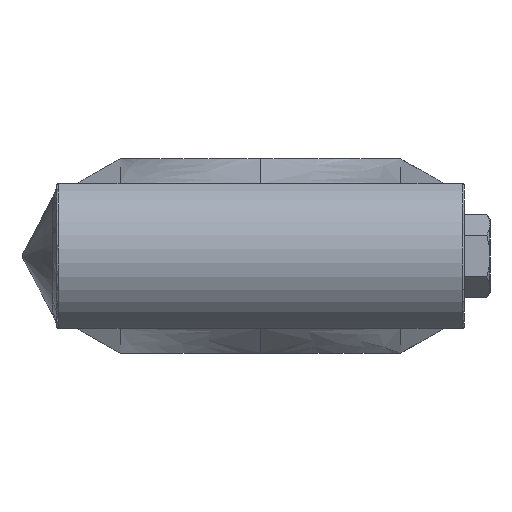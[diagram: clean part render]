
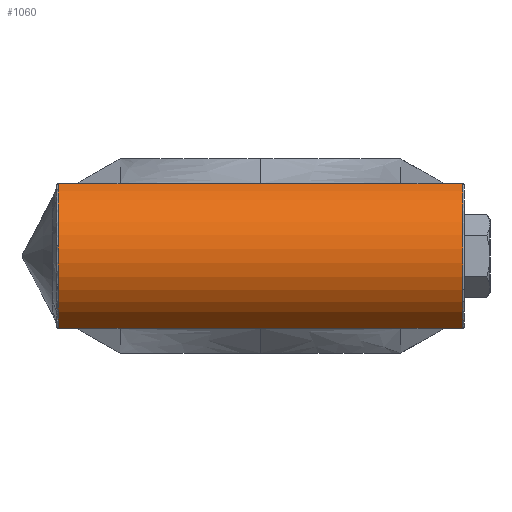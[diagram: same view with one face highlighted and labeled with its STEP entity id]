
A CAD part, left-side view. The second image highlights one B-rep face of the part: STEP entity #1060.
In plain terms, the highlighted cylindrical face has radius 12.332 mm (diameter 24.664 mm), a partial arc.
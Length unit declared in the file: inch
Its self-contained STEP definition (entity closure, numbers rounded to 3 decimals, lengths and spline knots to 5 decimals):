
#94 = ORIENTED_EDGE ( 'NONE', *, *, #1622, .T. ) ;
#116 = VERTEX_POINT ( 'NONE', #2932 ) ;
#184 = VECTOR ( 'NONE', #1750, 39.37008 ) ;
#194 = B_SPLINE_CURVE_WITH_KNOTS ( 'NONE', 3,
 ( #1262, #1575, #1536, #2068 ),
 .UNSPECIFIED., .F., .F.,
 ( 4, 4 ),
 ( 0., 1. ),
 .UNSPECIFIED. ) ;
#196 = CARTESIAN_POINT ( 'NONE',  ( -1.22, 1.791, -0.4375 ) ) ;
#199 = DIRECTION ( 'NONE',  ( 0., 0., -1. ) ) ;
#230 = ORIENTED_EDGE ( 'NONE', *, *, #2747, .F. ) ;
#241 = CARTESIAN_POINT ( 'NONE',  ( -1.22, 1.407, 0.4375 ) ) ;
#277 = B_SPLINE_CURVE_WITH_KNOTS ( 'NONE', 3,
 ( #1576, #1598, #2902, #3100 ),
 .UNSPECIFIED., .F., .F.,
 ( 4, 4 ),
 ( 0., 1. ),
 .UNSPECIFIED. ) ;
#303 = EDGE_CURVE ( 'NONE', #2838, #405, #3296, .T. ) ;
#310 = VERTEX_POINT ( 'NONE', #2708 ) ;
#315 = EDGE_CURVE ( 'NONE', #310, #3120, #3254, .T. ) ;
#320 = CARTESIAN_POINT ( 'NONE',  ( -1.22, 1.407, -0.4375 ) ) ;
#365 = VERTEX_POINT ( 'NONE', #656 ) ;
#393 = VERTEX_POINT ( 'NONE', #3243 ) ;
#405 = VERTEX_POINT ( 'NONE', #1964 ) ;
#432 = EDGE_CURVE ( 'NONE', #3067, #2884, #702, .T. ) ;
#457 = CARTESIAN_POINT ( 'NONE',  ( -1.22, -0.677, 0.4375 ) ) ;
#594 = VECTOR ( 'NONE', #639, 39.37008 ) ;
#597 = AXIS2_PLACEMENT_3D ( 'NONE', #2552, #2538, #199 ) ;
#604 = VERTEX_POINT ( 'NONE', #1919 ) ;
#610 = EDGE_CURVE ( 'NONE', #310, #3316, #2437, .T. ) ;
#614 = ORIENTED_EDGE ( 'NONE', *, *, #2374, .F. ) ;
#639 = DIRECTION ( 'NONE',  ( 0., 1., 0. ) ) ;
#641 = ORIENTED_EDGE ( 'NONE', *, *, #679, .T. ) ;
#656 = CARTESIAN_POINT ( 'NONE',  ( -1.22, -0.557, -0.4375 ) ) ;
#657 = DIRECTION ( 'NONE',  ( 0., 1., 0. ) ) ;
#679 = EDGE_CURVE ( 'NONE', #850, #116, #2687, .T. ) ;
#702 = LINE ( 'NONE', #1717, #2403 ) ;
#719 = B_SPLINE_CURVE_WITH_KNOTS ( 'NONE', 3,
 ( #3078, #1776, #2778, #2823 ),
 .UNSPECIFIED., .F., .F.,
 ( 4, 4 ),
 ( 0., 1. ),
 .UNSPECIFIED. ) ;
#730 = LINE ( 'NONE', #911, #1210 ) ;
#752 = ORIENTED_EDGE ( 'NONE', *, *, #315, .T. ) ;
#800 = DIRECTION ( 'NONE',  ( 0., -1., 0. ) ) ;
#801 = EDGE_CURVE ( 'NONE', #2369, #405, #194, .T. ) ;
#850 = VERTEX_POINT ( 'NONE', #3129 ) ;
#911 = CARTESIAN_POINT ( 'NONE',  ( -1.22, -0.677, -0.4375 ) ) ;
#931 = CARTESIAN_POINT ( 'NONE',  ( -1.22, -1.443, -0.4375 ) ) ;
#978 = EDGE_LOOP ( 'NONE', ( #1614, #752, #2225, #1273, #1632, #94, #614, #1235, #641, #2089, #2213, #2300, #1076, #230 ) ) ;
#1027 = CARTESIAN_POINT ( 'NONE',  ( -1.22, 1.671, 0.4375 ) ) ;
#1060 = ADVANCED_FACE ( 'NONE', ( #2143 ), #1636, .T. ) ;
#1076 = ORIENTED_EDGE ( 'NONE', *, *, #2820, .T. ) ;
#1086 = VECTOR ( 'NONE', #1518, 39.37008 ) ;
#1126 = VECTOR ( 'NONE', #1440, 39.37008 ) ;
#1210 = VECTOR ( 'NONE', #657, 39.37008 ) ;
#1235 = ORIENTED_EDGE ( 'NONE', *, *, #2302, .F. ) ;
#1262 = CARTESIAN_POINT ( 'NONE',  ( -1.22, 0.557, 0.4375 ) ) ;
#1272 = VERTEX_POINT ( 'NONE', #241 ) ;
#1273 = ORIENTED_EDGE ( 'NONE', *, *, #432, .T. ) ;
#1376 = CARTESIAN_POINT ( 'NONE',  ( -1.00949, -1.443, 0. ) ) ;
#1388 = DIRECTION ( 'NONE',  ( 0., -1., 0. ) ) ;
#1440 = DIRECTION ( 'NONE',  ( 0., -1., 0. ) ) ;
#1518 = DIRECTION ( 'NONE',  ( 0., 1., 0. ) ) ;
#1536 = CARTESIAN_POINT ( 'NONE',  ( -1.22, -0.00967, 0.4375 ) ) ;
#1554 = LINE ( 'NONE', #196, #1126 ) ;
#1566 = CARTESIAN_POINT ( 'NONE',  ( -1.22, -0.557, 0.4375 ) ) ;
#1575 = CARTESIAN_POINT ( 'NONE',  ( -1.22, 0.27367, 0.4375 ) ) ;
#1576 = CARTESIAN_POINT ( 'NONE',  ( -1.22, 0.557, 0.4375 ) ) ;
#1588 = CARTESIAN_POINT ( 'NONE',  ( -1.22, 2.557, 0.4375 ) ) ;
#1598 = CARTESIAN_POINT ( 'NONE',  ( -1.22, 0.84033, 0.4375 ) ) ;
#1614 = ORIENTED_EDGE ( 'NONE', *, *, #610, .F. ) ;
#1622 = EDGE_CURVE ( 'NONE', #393, #604, #719, .T. ) ;
#1623 = EDGE_CURVE ( 'NONE', #116, #2838, #3131, .T. ) ;
#1632 = ORIENTED_EDGE ( 'NONE', *, *, #3161, .F. ) ;
#1636 = CYLINDRICAL_SURFACE ( 'NONE', #1734, 0.48551 ) ;
#1658 = CARTESIAN_POINT ( 'NONE',  ( -1.22, -1.443, 0.4375 ) ) ;
#1717 = CARTESIAN_POINT ( 'NONE',  ( -1.22, 2.557, -0.4375 ) ) ;
#1734 = AXIS2_PLACEMENT_3D ( 'NONE', #1376, #2440, #2444 ) ;
#1750 = DIRECTION ( 'NONE',  ( 0., 1., 0. ) ) ;
#1776 = CARTESIAN_POINT ( 'NONE',  ( -1.22, 0.27367, -0.4375 ) ) ;
#1800 = CARTESIAN_POINT ( 'NONE',  ( -1.22, 0.557, -0.4375 ) ) ;
#1883 = DIRECTION ( 'NONE',  ( 0., 0., 1. ) ) ;
#1919 = CARTESIAN_POINT ( 'NONE',  ( -1.22, -0.293, -0.4375 ) ) ;
#1948 = CARTESIAN_POINT ( 'NONE',  ( -1.22, 1.671, -0.4375 ) ) ;
#1964 = CARTESIAN_POINT ( 'NONE',  ( -1.22, -0.293, 0.4375 ) ) ;
#1989 = VECTOR ( 'NONE', #2491, 39.37008 ) ;
#2066 = CARTESIAN_POINT ( 'NONE',  ( -1.22, 1.407, -0.4375 ) ) ;
#2068 = CARTESIAN_POINT ( 'NONE',  ( -1.22, -0.293, 0.4375 ) ) ;
#2089 = ORIENTED_EDGE ( 'NONE', *, *, #1623, .T. ) ;
#2120 = LINE ( 'NONE', #1588, #2664 ) ;
#2143 = FACE_OUTER_BOUND ( 'NONE', #978, .T. ) ;
#2167 = EDGE_CURVE ( 'NONE', #3120, #3067, #1554, .T. ) ;
#2174 = CARTESIAN_POINT ( 'NONE',  ( -1.22, 1.791, 0.4375 ) ) ;
#2213 = ORIENTED_EDGE ( 'NONE', *, *, #303, .T. ) ;
#2225 = ORIENTED_EDGE ( 'NONE', *, *, #2167, .T. ) ;
#2284 = CARTESIAN_POINT ( 'NONE',  ( -1.22, 0.84033, -0.4375 ) ) ;
#2300 = ORIENTED_EDGE ( 'NONE', *, *, #801, .F. ) ;
#2302 = EDGE_CURVE ( 'NONE', #850, #365, #730, .T. ) ;
#2351 = B_SPLINE_CURVE_WITH_KNOTS ( 'NONE', 3,
 ( #1800, #2284, #3106, #2066 ),
 .UNSPECIFIED., .F., .F.,
 ( 4, 4 ),
 ( 0., 1. ),
 .UNSPECIFIED. ) ;
#2369 = VERTEX_POINT ( 'NONE', #3313 ) ;
#2374 = EDGE_CURVE ( 'NONE', #365, #604, #2432, .T. ) ;
#2403 = VECTOR ( 'NONE', #3018, 39.37008 ) ;
#2432 = LINE ( 'NONE', #931, #184 ) ;
#2437 = LINE ( 'NONE', #2174, #1989 ) ;
#2440 = DIRECTION ( 'NONE',  ( 0., 1., 0. ) ) ;
#2444 = DIRECTION ( 'NONE',  ( 0., 0., 1. ) ) ;
#2491 = DIRECTION ( 'NONE',  ( 0., -1., 0. ) ) ;
#2538 = DIRECTION ( 'NONE',  ( 0., 1., 0. ) ) ;
#2552 = CARTESIAN_POINT ( 'NONE',  ( -1.00949, -0.667, 0. ) ) ;
#2560 = AXIS2_PLACEMENT_3D ( 'NONE', #2949, #1388, #1883 ) ;
#2664 = VECTOR ( 'NONE', #800, 39.37008 ) ;
#2687 = CIRCLE ( 'NONE', #597, 0.48551 ) ;
#2708 = CARTESIAN_POINT ( 'NONE',  ( -1.22, 1.781, 0.4375 ) ) ;
#2741 = CARTESIAN_POINT ( 'NONE',  ( -1.22, 1.781, -0.4375 ) ) ;
#2747 = EDGE_CURVE ( 'NONE', #3316, #1272, #2120, .T. ) ;
#2778 = CARTESIAN_POINT ( 'NONE',  ( -1.22, -0.00967, -0.4375 ) ) ;
#2820 = EDGE_CURVE ( 'NONE', #2369, #1272, #277, .T. ) ;
#2823 = CARTESIAN_POINT ( 'NONE',  ( -1.22, -0.293, -0.4375 ) ) ;
#2838 = VERTEX_POINT ( 'NONE', #1566 ) ;
#2884 = VERTEX_POINT ( 'NONE', #320 ) ;
#2902 = CARTESIAN_POINT ( 'NONE',  ( -1.22, 1.12367, 0.4375 ) ) ;
#2932 = CARTESIAN_POINT ( 'NONE',  ( -1.22, -0.667, 0.4375 ) ) ;
#2949 = CARTESIAN_POINT ( 'NONE',  ( -1.00949, 1.781, 0. ) ) ;
#3018 = DIRECTION ( 'NONE',  ( 0., -1., 0. ) ) ;
#3067 = VERTEX_POINT ( 'NONE', #1948 ) ;
#3078 = CARTESIAN_POINT ( 'NONE',  ( -1.22, 0.557, -0.4375 ) ) ;
#3100 = CARTESIAN_POINT ( 'NONE',  ( -1.22, 1.407, 0.4375 ) ) ;
#3106 = CARTESIAN_POINT ( 'NONE',  ( -1.22, 1.12367, -0.4375 ) ) ;
#3120 = VERTEX_POINT ( 'NONE', #2741 ) ;
#3129 = CARTESIAN_POINT ( 'NONE',  ( -1.22, -0.667, -0.4375 ) ) ;
#3131 = LINE ( 'NONE', #457, #1086 ) ;
#3161 = EDGE_CURVE ( 'NONE', #393, #2884, #2351, .T. ) ;
#3243 = CARTESIAN_POINT ( 'NONE',  ( -1.22, 0.557, -0.4375 ) ) ;
#3254 = CIRCLE ( 'NONE', #2560, 0.48551 ) ;
#3296 = LINE ( 'NONE', #1658, #594 ) ;
#3313 = CARTESIAN_POINT ( 'NONE',  ( -1.22, 0.557, 0.4375 ) ) ;
#3316 = VERTEX_POINT ( 'NONE', #1027 ) ;
